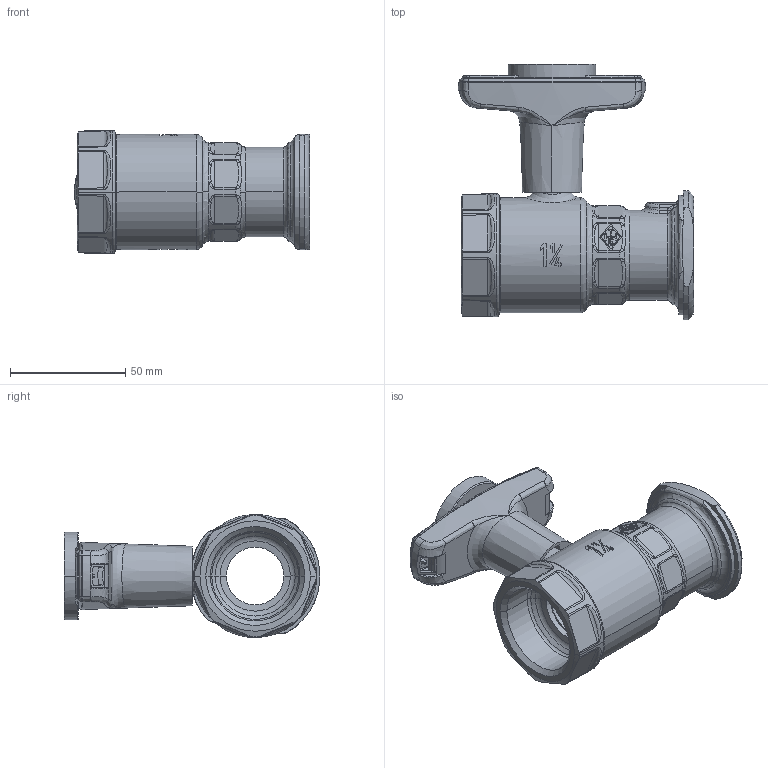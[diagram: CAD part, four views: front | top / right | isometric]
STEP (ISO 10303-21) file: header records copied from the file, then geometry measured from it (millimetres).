
FILE_DESCRIPTION((''),'2;1');
FILE_NAME('0620-05-000-THERMOMET_SW0001','2012-11-12T',('marann'),(''),'PRO/ENGINEER BY PARAMETRIC TECHNOLOGY CORPORATION, 2011490','PRO/ENGINEER BY PARAMETRIC TECHNOLOGY CORPORATION, 2011490','');
FILE_SCHEMA(('CONFIG_CONTROL_DESIGN'));
Length unit declared in the file: millimetre
Products named in the file (1): 0620-05-000-THERMOMET_SW0001
Bounding box: 102.15 x 111.01 x 53.43 mm (x, y, z)
Volume: 105927.2 mm3; surface area: 65360.7 mm2
Topology: 2 solids, 3 shells, 2325 faces, 6329 edges, 4092 vertices
Faces by surface type: plane 1646, cylinder 296, bspline 184, torus 99, cone 82, sphere 14, extrusion 4
Entity records: 83607 total; most frequent: CARTESIAN_POINT 26075, ORIENTED_EDGE 12658, DIRECTION 10957, EDGE_CURVE 6329, VECTOR 4603, LINE 4599, VERTEX_POINT 4092, AXIS2_PLACEMENT_3D 3177
